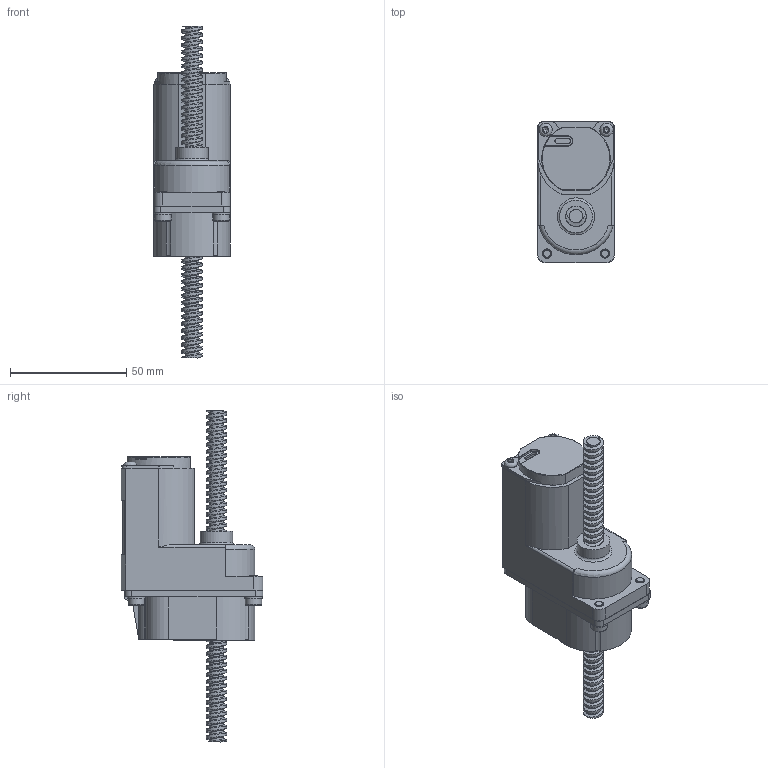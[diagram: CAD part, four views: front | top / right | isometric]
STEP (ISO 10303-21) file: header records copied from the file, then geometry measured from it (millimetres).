
FILE_DESCRIPTION((''),'2;1');
FILE_NAME('assemblato.stp','2012-05-30T09:21:07',('vboero'),(''),'Autodesk Inventor 2012','Autodesk Inventor 2012','');
FILE_SCHEMA(('AUTOMOTIVE_DESIGN { 1 0 10303 214 1 1 1 1 }'));
Length unit declared in the file: millimetre
Products named in the file (12): assemblato; corpo lavorato; flangia lavorata; DIN 7984 M4 x 10; DIN 7984 M4 x 8; AS 1968 4; cappuccio; ISO 7380 M3 x 6; vite passo3diam8.8; motoreass; motore; anello flusso
Assembly tree (17 placements, depth 3):
  assemblato
    corpo lavorato
    flangia lavorata
    DIN 7984 M4 x 10  x2
    DIN 7984 M4 x 8  x2
    AS 1968 4  x4
    cappuccio
    ISO 7380 M3 x 6  x2
    vite passo3diam8.8
    motoreass
      motore
      anello flusso
Bounding box: 33 x 61 x 143 mm (x, y, z)
Volume: 78463.3 mm3; surface area: 51150.2 mm2
Topology: 16 solids, 16 shells, 424 faces, 1072 edges, 702 vertices
Faces by surface type: plane 194, cylinder 182, cone 20, torus 20, bspline 6, sphere 2
Full cylindrical faces by diameter (mm): 2.3 x2, 2.459 x2, 2.8 x2, 3 x5, 3.242 x12, 4 x4, 4.2 x4, 5 x4, 5.7 x2, 5.8 x1, 7 x4, 8.8 x1, 9.6 x1, 10 x2, 10.1 x1, 14 x1, 20 x1, 27.8 x1
Entity records: 16384 total; most frequent: CARTESIAN_POINT 7284, DIRECTION 1915, ORIENTED_EDGE 1698, EDGE_CURVE 849, AXIS2_PLACEMENT_3D 749, VERTEX_POINT 592, EDGE_LOOP 489, VECTOR 417
